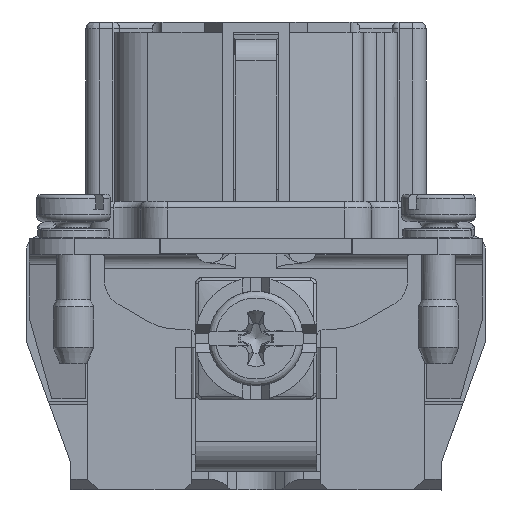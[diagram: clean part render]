
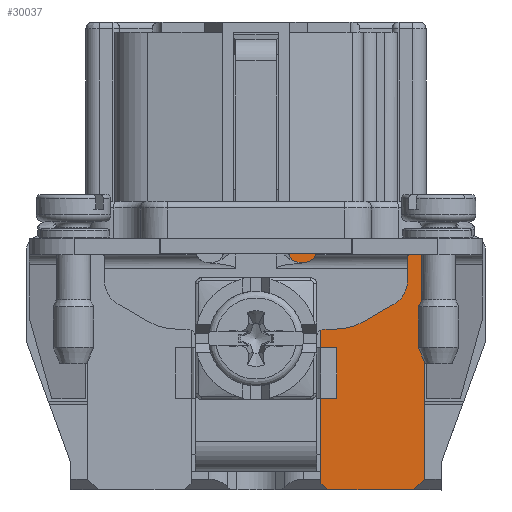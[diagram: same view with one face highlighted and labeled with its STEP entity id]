
A CAD part, left-side view. The second image highlights one B-rep face of the part: STEP entity #30037.
In plain terms, the highlighted planar face has unit normal (-1, 0, 0).
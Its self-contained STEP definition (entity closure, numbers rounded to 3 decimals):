
#26606=FACE_OUTER_BOUND('',#37534,.T.);
#30037=ADVANCED_FACE('',(#26606),#33917,.T.);
#33917=PLANE('',#102193);
#37534=EDGE_LOOP('',(#43971,#43972,#43973,#43974,#43975,#43976,#43977,#43978,
#43979,#43980));
#43971=ORIENTED_EDGE('',*,*,#70958,.T.);
#43972=ORIENTED_EDGE('',*,*,#72778,.T.);
#43973=ORIENTED_EDGE('',*,*,#72463,.F.);
#43974=ORIENTED_EDGE('',*,*,#72779,.F.);
#43975=ORIENTED_EDGE('',*,*,#72780,.F.);
#43976=ORIENTED_EDGE('',*,*,#72781,.T.);
#43977=ORIENTED_EDGE('',*,*,#72749,.T.);
#43978=ORIENTED_EDGE('',*,*,#72777,.F.);
#43979=ORIENTED_EDGE('',*,*,#72782,.F.);
#43980=ORIENTED_EDGE('',*,*,#72783,.T.);
#63687=VERTEX_POINT('',#126932);
#63688=VERTEX_POINT('',#126934);
#65001=VERTEX_POINT('',#130083);
#65002=VERTEX_POINT('',#130085);
#65255=VERTEX_POINT('',#130653);
#65256=VERTEX_POINT('',#130655);
#65275=VERTEX_POINT('',#130707);
#65276=VERTEX_POINT('',#130712);
#65277=VERTEX_POINT('',#130714);
#65278=VERTEX_POINT('',#130717);
#70958=EDGE_CURVE('',#63688,#63687,#86823,.T.);
#72463=EDGE_CURVE('',#65001,#65002,#87979,.T.);
#72749=EDGE_CURVE('',#65256,#65255,#88164,.T.);
#72777=EDGE_CURVE('',#65275,#65255,#88192,.T.);
#72778=EDGE_CURVE('',#63687,#65002,#88193,.T.);
#72779=EDGE_CURVE('',#65276,#65001,#88194,.T.);
#72780=EDGE_CURVE('',#65277,#65276,#88195,.T.);
#72781=EDGE_CURVE('',#65277,#65256,#88196,.T.);
#72782=EDGE_CURVE('',#65278,#65275,#88197,.T.);
#72783=EDGE_CURVE('',#65278,#63688,#88198,.T.);
#86823=LINE('',#126933,#92158);
#87979=LINE('',#130084,#93314);
#88164=LINE('',#130654,#93499);
#88192=LINE('',#130708,#93527);
#88193=LINE('',#130710,#93528);
#88194=LINE('',#130711,#93529);
#88195=LINE('',#130713,#93530);
#88196=LINE('',#130715,#93531);
#88197=LINE('',#130716,#93532);
#88198=LINE('',#130718,#93533);
#92158=VECTOR('',#108116,1.);
#93314=VECTOR('',#110234,1.);
#93499=VECTOR('',#110681,1.);
#93527=VECTOR('',#110721,1.);
#93528=VECTOR('',#110724,1.);
#93529=VECTOR('',#110725,1.);
#93530=VECTOR('',#110726,1.);
#93531=VECTOR('',#110727,1.);
#93532=VECTOR('',#110728,1.);
#93533=VECTOR('',#110729,1.);
#102193=AXIS2_PLACEMENT_3D('',#130719,#110730,#110731);
#108116=DIRECTION('',(0.,-1.,0.));
#110234=DIRECTION('',(0.,0.,-1.));
#110681=DIRECTION('',(0.,-0.5,-0.866));
#110721=DIRECTION('',(0.,1.,0.));
#110724=DIRECTION('',(0.,-0.707,0.707));
#110725=DIRECTION('',(0.,-1.,0.));
#110726=DIRECTION('',(0.,0.,1.));
#110727=DIRECTION('',(0.,1.,0.));
#110728=DIRECTION('',(0.,0.,1.));
#110729=DIRECTION('',(0.,-0.707,-0.707));
#110730=DIRECTION('',(-1.,0.,0.));
#110731=DIRECTION('',(0.,0.,-1.));
#126932=CARTESIAN_POINT('',(-31.625,-11.65,-17.4));
#126933=CARTESIAN_POINT('',(-31.625,-12.45,-17.4));
#126934=CARTESIAN_POINT('',(-31.625,-5.3,-17.4));
#130083=CARTESIAN_POINT('',(-31.625,-12.45,1.2));
#130084=CARTESIAN_POINT('',(-31.625,-12.45,-17.4));
#130085=CARTESIAN_POINT('',(-31.625,-12.45,-16.6));
#130653=CARTESIAN_POINT('',(-31.625,-3.609,-2.));
#130654=CARTESIAN_POINT('',(-31.625,-12.488,-17.378));
#130655=CARTESIAN_POINT('',(-31.625,-2.426,0.05));
#130707=CARTESIAN_POINT('',(-31.625,-4.8,-2.));
#130708=CARTESIAN_POINT('',(-31.625,-12.45,-2.));
#130710=CARTESIAN_POINT('',(-31.625,-12.05,-17.));
#130711=CARTESIAN_POINT('',(-31.625,0.,1.2));
#130712=CARTESIAN_POINT('',(-31.625,-4.275,1.2));
#130713=CARTESIAN_POINT('',(-31.625,-4.275,0.05));
#130714=CARTESIAN_POINT('',(-31.625,-4.275,0.05));
#130715=CARTESIAN_POINT('',(-31.625,0.,0.05));
#130716=CARTESIAN_POINT('',(-31.625,-4.8,-2.));
#130717=CARTESIAN_POINT('',(-31.625,-4.8,-16.9));
#130718=CARTESIAN_POINT('',(-31.625,-8.875,-20.975));
#130719=CARTESIAN_POINT('',(-31.625,-12.45,-17.4));
